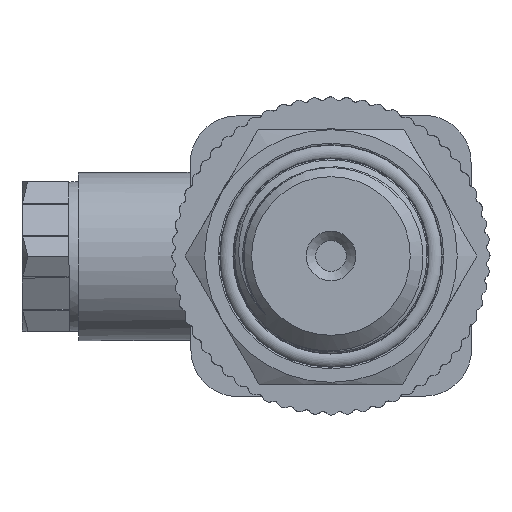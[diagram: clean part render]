
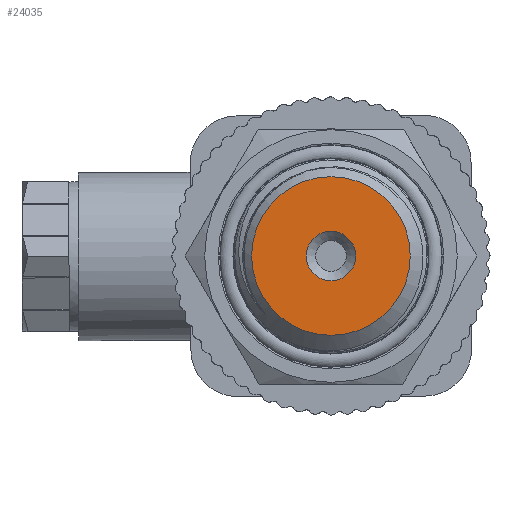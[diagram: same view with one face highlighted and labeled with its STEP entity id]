
A CAD part, left-side view. The second image highlights one B-rep face of the part: STEP entity #24035.
In plain terms, the highlighted planar face has unit normal (-1, 0, 0).
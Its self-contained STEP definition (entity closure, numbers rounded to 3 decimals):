
#332=PLANE('',#25344);
#1533=FACE_BOUND('',#3318,.T.);
#1940=FACE_OUTER_BOUND('',#3317,.T.);
#3317=EDGE_LOOP('',(#17845));
#3318=EDGE_LOOP('',(#17846));
#4547=CIRCLE('',#25308,8.478);
#4565=CIRCLE('',#25343,2.65);
#10551=VERTEX_POINT('',#43486);
#10570=VERTEX_POINT('',#47287);
#13263=EDGE_CURVE('',#10551,#10551,#4547,.T.);
#13301=EDGE_CURVE('',#10570,#10570,#4565,.T.);
#17845=ORIENTED_EDGE('',*,*,#13263,.T.);
#17846=ORIENTED_EDGE('',*,*,#13301,.T.);
#24035=ADVANCED_FACE('',(#1940,#1533),#332,.T.);
#25308=AXIS2_PLACEMENT_3D('',#43488,#27231,#27232);
#25343=AXIS2_PLACEMENT_3D('',#47289,#27308,#27309);
#25344=AXIS2_PLACEMENT_3D('',#47290,#27310,#27311);
#27231=DIRECTION('center_axis',(-1.,0.,0.));
#27232=DIRECTION('ref_axis',(0.,1.,0.));
#27308=DIRECTION('center_axis',(1.,0.,0.));
#27309=DIRECTION('ref_axis',(0.,0.,-1.));
#27310=DIRECTION('center_axis',(-1.,0.,0.));
#27311=DIRECTION('ref_axis',(0.,0.,1.));
#43486=CARTESIAN_POINT('',(-61.,-8.478,0.));
#43488=CARTESIAN_POINT('Origin',(-61.,0.,0.));
#47287=CARTESIAN_POINT('',(-61.,-2.65,0.));
#47289=CARTESIAN_POINT('Origin',(-61.,0.,0.));
#47290=CARTESIAN_POINT('Origin',(-61.,10.478,0.));
